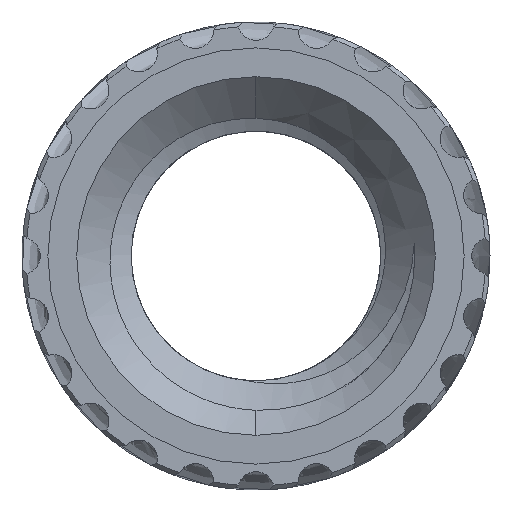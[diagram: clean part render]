
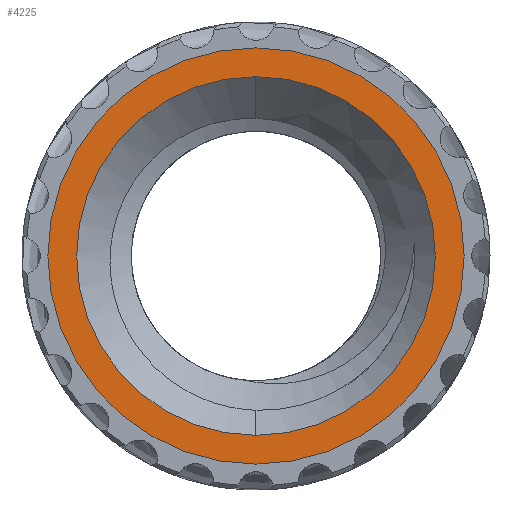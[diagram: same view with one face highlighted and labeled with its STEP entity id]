
A CAD part, front view. The second image highlights one B-rep face of the part: STEP entity #4225.
In plain terms, the highlighted planar face has unit normal (0, -1, 0).
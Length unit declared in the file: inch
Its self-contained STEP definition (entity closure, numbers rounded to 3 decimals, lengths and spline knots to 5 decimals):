
#103 = CARTESIAN_POINT ( 'NONE',  ( 0., 0., 0. ) ) ;
#707 = CIRCLE ( 'NONE', #11894, 0.1245 ) ;
#1247 = EDGE_CURVE ( 'NONE', #16238, #4356, #707, .T. ) ;
#1511 = DIRECTION ( 'NONE',  ( 1., 0., 0. ) ) ;
#2041 = ORIENTED_EDGE ( 'NONE', *, *, #1247, .T. ) ;
#2193 = EDGE_LOOP ( 'NONE', ( #11859, #13952 ) ) ;
#2391 = CARTESIAN_POINT ( 'NONE',  ( -0.1245, 0., 0. ) ) ;
#2638 = PLANE ( 'NONE',  #8413 ) ;
#3428 = CARTESIAN_POINT ( 'NONE',  ( 0., 0., 0.10728 ) ) ;
#3851 = EDGE_CURVE ( 'NONE', #4356, #16238, #17162, .T. ) ;
#3985 = DIRECTION ( 'NONE',  ( 0., -1., 0. ) ) ;
#4225 = ADVANCED_FACE ( 'NONE', ( #13877, #14298 ), #2638, .T. ) ;
#4356 = VERTEX_POINT ( 'NONE', #2391 ) ;
#5156 = VERTEX_POINT ( 'NONE', #3428 ) ;
#5334 = CARTESIAN_POINT ( 'NONE',  ( 0., 0., 0. ) ) ;
#5760 = DIRECTION ( 'NONE',  ( 0., -1., 0. ) ) ;
#6392 = AXIS2_PLACEMENT_3D ( 'NONE', #5334, #14842, #6686 ) ;
#6686 = DIRECTION ( 'NONE',  ( 1., 0., 0. ) ) ;
#7851 = DIRECTION ( 'NONE',  ( 0., -1., 0. ) ) ;
#7972 = VERTEX_POINT ( 'NONE', #8608 ) ;
#8413 = AXIS2_PLACEMENT_3D ( 'NONE', #10838, #3985, #13520 ) ;
#8608 = CARTESIAN_POINT ( 'NONE',  ( 0., 0., -0.10728 ) ) ;
#9356 = CIRCLE ( 'NONE', #10953, 0.10728 ) ;
#9713 = DIRECTION ( 'NONE',  ( 0., -1., 0. ) ) ;
#10390 = CARTESIAN_POINT ( 'NONE',  ( 0.1245, 0., 0. ) ) ;
#10838 = CARTESIAN_POINT ( 'NONE',  ( 0.1245, 0., 0. ) ) ;
#10953 = AXIS2_PLACEMENT_3D ( 'NONE', #13902, #5760, #15269 ) ;
#11859 = ORIENTED_EDGE ( 'NONE', *, *, #13434, .F. ) ;
#11894 = AXIS2_PLACEMENT_3D ( 'NONE', #15942, #7851, #17225 ) ;
#12072 = EDGE_LOOP ( 'NONE', ( #2041, #17498 ) ) ;
#12187 = AXIS2_PLACEMENT_3D ( 'NONE', #103, #9713, #1511 ) ;
#13434 = EDGE_CURVE ( 'NONE', #7972, #5156, #13769, .T. ) ;
#13520 = DIRECTION ( 'NONE',  ( 1., 0., 0. ) ) ;
#13769 = CIRCLE ( 'NONE', #12187, 0.10728 ) ;
#13877 = FACE_BOUND ( 'NONE', #2193, .T. ) ;
#13902 = CARTESIAN_POINT ( 'NONE',  ( 0., 0., 0. ) ) ;
#13952 = ORIENTED_EDGE ( 'NONE', *, *, #17332, .F. ) ;
#14298 = FACE_OUTER_BOUND ( 'NONE', #12072, .T. ) ;
#14842 = DIRECTION ( 'NONE',  ( 0., -1., 0. ) ) ;
#15269 = DIRECTION ( 'NONE',  ( 1., 0., 0. ) ) ;
#15942 = CARTESIAN_POINT ( 'NONE',  ( 0., 0., 0. ) ) ;
#16238 = VERTEX_POINT ( 'NONE', #10390 ) ;
#17162 = CIRCLE ( 'NONE', #6392, 0.1245 ) ;
#17225 = DIRECTION ( 'NONE',  ( 1., 0., 0. ) ) ;
#17332 = EDGE_CURVE ( 'NONE', #5156, #7972, #9356, .T. ) ;
#17498 = ORIENTED_EDGE ( 'NONE', *, *, #3851, .T. ) ;
